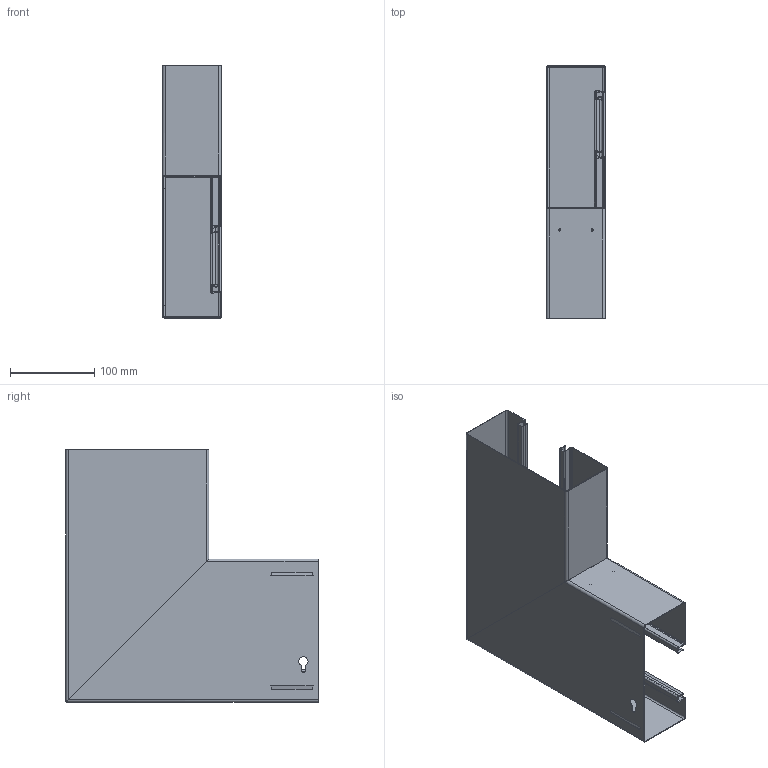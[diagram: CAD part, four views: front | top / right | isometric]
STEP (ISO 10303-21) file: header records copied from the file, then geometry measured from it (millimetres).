
FILE_DESCRIPTION (( 'STEP AP214' ), '1' );
FILE_NAME ('6277830.stp', '2016-06-01T06:28:35', ( '' ), ( '' ), 'SwSTEP 2.0', 'SolidWorks 2014', '' );
FILE_SCHEMA (( 'AUTOMOTIVE_DESIGN' ));
Length unit declared in the file: millimetre
Products named in the file (1): 6277830
Bounding box: 70 x 299.85 x 299.85 mm (x, y, z)
Volume: 194349.1 mm3; surface area: 391750.9 mm2
Topology: 1 solids, 1 shells, 317 faces, 703 edges, 394 vertices
Faces by surface type: plane 178, cylinder 87, bspline 44, cone 8
Entity records: 9332 total; most frequent: CARTESIAN_POINT 2766, ORIENTED_EDGE 1406, DIRECTION 1219, EDGE_CURVE 703, AXIS2_PLACEMENT_3D 408, VECTOR 403, LINE 403, VERTEX_POINT 394
